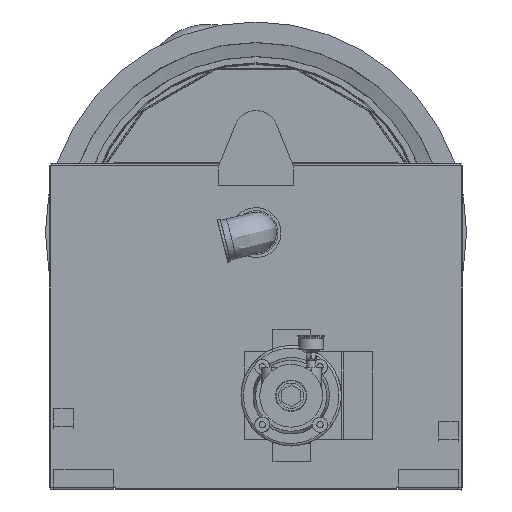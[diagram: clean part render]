
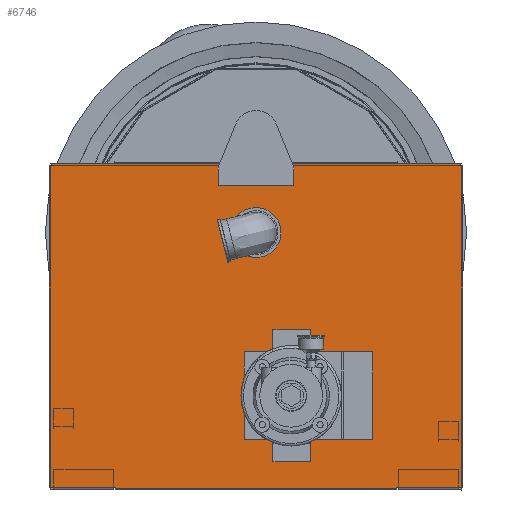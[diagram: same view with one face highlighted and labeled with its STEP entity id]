
A CAD part, front view. The second image highlights one B-rep face of the part: STEP entity #6746.
In plain terms, the highlighted planar face has unit normal (0, -1, 0).
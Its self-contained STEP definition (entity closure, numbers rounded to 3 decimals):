
#257=B_SPLINE_CURVE_WITH_KNOTS('',3,(#14429,#14430,#14431,#14432,#14433,
#14434,#14435,#14436,#14437,#14438,#14439,#14440,#14441,#14442,#14443),
 .UNSPECIFIED.,.F.,.F.,(4,2,2,1,2,2,2,4),(0.,0.125,0.25,
0.375,0.5,0.625,0.75,
1.),.UNSPECIFIED.);
#261=B_SPLINE_CURVE_WITH_KNOTS('',3,(#14553,#14554,#14555,#14556,#14557,
#14558,#14559,#14560,#14561,#14562,#14563,#14564,#14565,#14566,#14567),
 .UNSPECIFIED.,.F.,.F.,(4,2,2,1,2,2,2,4),(0.,0.125,0.25,0.375,0.5,0.625,
0.75,1.),.UNSPECIFIED.);
#266=B_SPLINE_CURVE_WITH_KNOTS('',3,(#14691,#14692,#14693,#14694,#14695,
#14696,#14697,#14698,#14699,#14700,#14701,#14702,#14703,#14704,#14705,#14706,
#14707),.UNSPECIFIED.,.F.,.F.,(4,2,1,2,2,2,2,2,4),(0.,0.125,0.25,0.375,
0.5,0.625,0.75,0.875,1.),.UNSPECIFIED.);
#270=B_SPLINE_CURVE_WITH_KNOTS('',3,(#14839,#14840,#14841,#14842,#14843,
#14844,#14845,#14846,#14847,#14848,#14849,#14850,#14851,#14852,#14853,#14854,
#14855),.UNSPECIFIED.,.F.,.F.,(4,2,1,2,2,2,2,2,4),(0.,0.125,0.25,0.375,
0.5,0.625,0.75,0.875,1.),.UNSPECIFIED.);
#544=PLANE('',#8236);
#1112=LINE('',#14296,#1720);
#1116=LINE('',#14305,#1724);
#1121=LINE('',#14315,#1729);
#1128=LINE('',#14329,#1736);
#1130=LINE('',#14332,#1738);
#1157=LINE('',#14869,#1765);
#1159=LINE('',#14873,#1767);
#1161=LINE('',#14877,#1769);
#1720=VECTOR('',#9954,1000.);
#1724=VECTOR('',#9960,1000.);
#1729=VECTOR('',#9967,1000.);
#1736=VECTOR('',#9976,1000.);
#1738=VECTOR('',#9980,1000.);
#1765=VECTOR('',#10027,1000.);
#1767=VECTOR('',#10033,1000.);
#1769=VECTOR('',#10039,1000.);
#3525=ORIENTED_EDGE('',*,*,#4450,.F.);
#3526=ORIENTED_EDGE('',*,*,#4405,.T.);
#3527=ORIENTED_EDGE('',*,*,#4398,.F.);
#3528=ORIENTED_EDGE('',*,*,#4407,.F.);
#3529=ORIENTED_EDGE('',*,*,#4389,.F.);
#3530=ORIENTED_EDGE('',*,*,#4393,.F.);
#3531=ORIENTED_EDGE('',*,*,#4452,.F.);
#3532=ORIENTED_EDGE('',*,*,#4414,.F.);
#3533=ORIENTED_EDGE('',*,*,#4431,.T.);
#3534=ORIENTED_EDGE('',*,*,#4454,.F.);
#3535=ORIENTED_EDGE('',*,*,#4425,.F.);
#3536=ORIENTED_EDGE('',*,*,#4442,.T.);
#4389=EDGE_CURVE('',#5030,#5026,#1112,.T.);
#4393=EDGE_CURVE('',#5034,#5030,#1116,.T.);
#4398=EDGE_CURVE('',#5038,#5039,#1121,.T.);
#4405=EDGE_CURVE('',#5042,#5039,#1128,.T.);
#4407=EDGE_CURVE('',#5026,#5038,#1130,.T.);
#4414=EDGE_CURVE('',#5049,#5050,#257,.T.);
#4425=EDGE_CURVE('',#5057,#5058,#261,.T.);
#4431=EDGE_CURVE('',#5049,#5062,#266,.T.);
#4442=EDGE_CURVE('',#5057,#5070,#270,.T.);
#4450=EDGE_CURVE('',#5042,#5070,#1157,.T.);
#4452=EDGE_CURVE('',#5050,#5034,#1159,.T.);
#4454=EDGE_CURVE('',#5058,#5062,#1161,.T.);
#5026=VERTEX_POINT('',#14287);
#5030=VERTEX_POINT('',#14295);
#5034=VERTEX_POINT('',#14304);
#5038=VERTEX_POINT('',#14314);
#5039=VERTEX_POINT('',#14316);
#5042=VERTEX_POINT('',#14323);
#5049=VERTEX_POINT('',#14428);
#5050=VERTEX_POINT('',#14444);
#5057=VERTEX_POINT('',#14552);
#5058=VERTEX_POINT('',#14568);
#5062=VERTEX_POINT('',#14690);
#5070=VERTEX_POINT('',#14838);
#5768=EDGE_LOOP('',(#3525,#3526,#3527,#3528,#3529,#3530,#3531,#3532,#3533,
#3534,#3535,#3536));
#6272=FACE_BOUND('',#5768,.T.);
#6746=ADVANCED_FACE('',(#6272),#544,.F.);
#8236=AXIS2_PLACEMENT_3D('',#14876,#10037,#10038);
#9954=DIRECTION('',(0.,0.,-1.));
#9960=DIRECTION('',(-1.,0.,0.));
#9967=DIRECTION('',(0.,0.,1.));
#9976=DIRECTION('',(1.,0.,0.));
#9980=DIRECTION('',(-1.,0.,0.));
#10027=DIRECTION('',(0.,0.,1.));
#10033=DIRECTION('',(0.,0.,-1.));
#10037=DIRECTION('',(0.,1.,0.));
#10038=DIRECTION('',(0.,0.,1.));
#10039=DIRECTION('',(1.,0.,0.));
#14287=CARTESIAN_POINT('',(224.5,0.,0.));
#14295=CARTESIAN_POINT('',(224.5,0.,3.8));
#14296=CARTESIAN_POINT('',(224.5,0.,3.8));
#14304=CARTESIAN_POINT('',(329.5,0.,3.8));
#14305=CARTESIAN_POINT('',(364.5,0.,3.8));
#14314=CARTESIAN_POINT('',(-224.5,0.,0.));
#14315=CARTESIAN_POINT('',(-224.5,0.,-26.2));
#14316=CARTESIAN_POINT('',(-224.5,0.,3.8));
#14323=CARTESIAN_POINT('',(-329.5,0.,3.8));
#14329=CARTESIAN_POINT('',(325.7,0.,3.8));
#14332=CARTESIAN_POINT('',(2285.6,0.,0.));
#14428=CARTESIAN_POINT('',(325.7,0.,516.2));
#14429=CARTESIAN_POINT('',(325.7,0.,516.2));
#14430=CARTESIAN_POINT('',(325.858,0.,516.221));
#14431=CARTESIAN_POINT('',(326.016,0.,516.242));
#14432=CARTESIAN_POINT('',(326.331,0.,516.284));
#14433=CARTESIAN_POINT('',(326.489,0.,516.304));
#14434=CARTESIAN_POINT('',(326.805,0.,516.344));
#14435=CARTESIAN_POINT('',(327.121,0.,516.382));
#14436=CARTESIAN_POINT('',(327.438,0.,516.418));
#14437=CARTESIAN_POINT('',(327.754,0.,516.452));
#14438=CARTESIAN_POINT('',(327.913,0.,516.468));
#14439=CARTESIAN_POINT('',(328.23,0.,516.498));
#14440=CARTESIAN_POINT('',(328.389,0.,516.513));
#14441=CARTESIAN_POINT('',(328.865,0.,516.553));
#14442=CARTESIAN_POINT('',(329.182,0.,516.577));
#14443=CARTESIAN_POINT('',(329.5,0.,516.599));
#14444=CARTESIAN_POINT('',(329.5,0.,516.599));
#14552=CARTESIAN_POINT('',(-325.7,0.,516.2));
#14553=CARTESIAN_POINT('',(-325.7,0.,516.2));
#14554=CARTESIAN_POINT('',(-325.721,0.,516.358));
#14555=CARTESIAN_POINT('',(-325.742,0.,516.516));
#14556=CARTESIAN_POINT('',(-325.784,0.,516.831));
#14557=CARTESIAN_POINT('',(-325.804,0.,516.989));
#14558=CARTESIAN_POINT('',(-325.844,0.,517.305));
#14559=CARTESIAN_POINT('',(-325.882,0.,517.621));
#14560=CARTESIAN_POINT('',(-325.918,0.,517.938));
#14561=CARTESIAN_POINT('',(-325.952,0.,518.254));
#14562=CARTESIAN_POINT('',(-325.968,0.,518.413));
#14563=CARTESIAN_POINT('',(-325.998,0.,518.73));
#14564=CARTESIAN_POINT('',(-326.013,0.,518.889));
#14565=CARTESIAN_POINT('',(-326.053,0.,519.365));
#14566=CARTESIAN_POINT('',(-326.077,0.,519.682));
#14567=CARTESIAN_POINT('',(-326.099,0.,520.));
#14568=CARTESIAN_POINT('',(-326.099,0.,520.));
#14690=CARTESIAN_POINT('',(326.099,0.,520.));
#14691=CARTESIAN_POINT('',(325.7,0.,516.2));
#14692=CARTESIAN_POINT('',(325.721,0.,516.358));
#14693=CARTESIAN_POINT('',(325.742,0.,516.516));
#14694=CARTESIAN_POINT('',(325.784,0.,516.831));
#14695=CARTESIAN_POINT('',(325.825,0.,517.147));
#14696=CARTESIAN_POINT('',(325.863,0.,517.463));
#14697=CARTESIAN_POINT('',(325.9,0.,517.78));
#14698=CARTESIAN_POINT('',(325.918,0.,517.938));
#14699=CARTESIAN_POINT('',(325.952,0.,518.255));
#14700=CARTESIAN_POINT('',(325.968,0.,518.413));
#14701=CARTESIAN_POINT('',(325.998,0.,518.73));
#14702=CARTESIAN_POINT('',(326.013,0.,518.889));
#14703=CARTESIAN_POINT('',(326.04,0.,519.206));
#14704=CARTESIAN_POINT('',(326.053,0.,519.365));
#14705=CARTESIAN_POINT('',(326.077,0.,519.682));
#14706=CARTESIAN_POINT('',(326.088,0.,519.841));
#14707=CARTESIAN_POINT('',(326.099,0.,520.));
#14838=CARTESIAN_POINT('',(-329.5,0.,516.599));
#14839=CARTESIAN_POINT('',(-325.7,0.,516.2));
#14840=CARTESIAN_POINT('',(-325.858,0.,516.221));
#14841=CARTESIAN_POINT('',(-326.016,0.,516.242));
#14842=CARTESIAN_POINT('',(-326.331,0.,516.284));
#14843=CARTESIAN_POINT('',(-326.647,0.,516.325));
#14844=CARTESIAN_POINT('',(-326.963,0.,516.363));
#14845=CARTESIAN_POINT('',(-327.28,0.,516.4));
#14846=CARTESIAN_POINT('',(-327.438,0.,516.418));
#14847=CARTESIAN_POINT('',(-327.755,0.,516.452));
#14848=CARTESIAN_POINT('',(-327.913,0.,516.468));
#14849=CARTESIAN_POINT('',(-328.23,0.,516.498));
#14850=CARTESIAN_POINT('',(-328.389,0.,516.513));
#14851=CARTESIAN_POINT('',(-328.706,0.,516.54));
#14852=CARTESIAN_POINT('',(-328.865,0.,516.553));
#14853=CARTESIAN_POINT('',(-329.182,0.,516.577));
#14854=CARTESIAN_POINT('',(-329.341,0.,516.588));
#14855=CARTESIAN_POINT('',(-329.5,0.,516.599));
#14869=CARTESIAN_POINT('',(-329.5,0.,-1539.1));
#14873=CARTESIAN_POINT('',(329.5,0.,2059.1));
#14876=CARTESIAN_POINT('',(329.5,0.,520.));
#14877=CARTESIAN_POINT('',(-2285.6,0.,520.));
